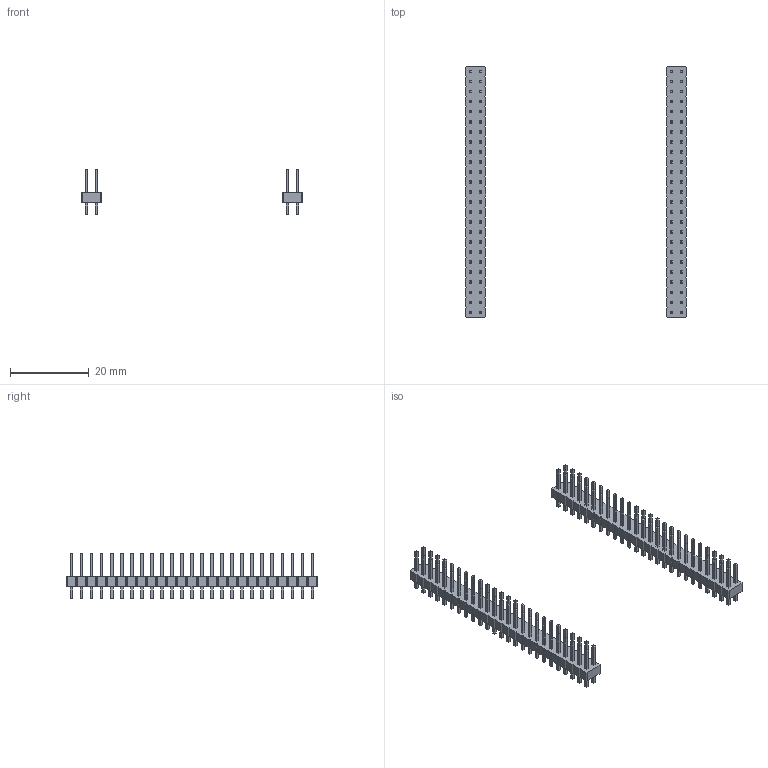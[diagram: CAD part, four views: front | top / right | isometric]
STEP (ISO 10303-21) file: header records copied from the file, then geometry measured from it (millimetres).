
FILE_DESCRIPTION(('Creo Elements/Direct Modeling STEP Export'),'2;1');
FILE_NAME('Qmtech_xc7a15t_35t.stp','2024-06-03T20:01:03',(''),(''),'Creo Elements/Direct Modeling STEP processor for AP214 (Solid Model)','Creo Elements/Direct Modeling 20.2B 06-Jul-2020 (C) Parametric Technology GmbH','');
FILE_SCHEMA(('AUTOMOTIVE_DESIGN { 1 0 10303 214 1 1 1 1 }'));
Length unit declared in the file: millimetre
Products named in the file (2): PinHeader_2x25_P254mm_Vertical; qmtech_xc7a15t_35t
Assembly tree (2 placements, depth 2):
  qmtech_xc7a15t_35t
    PinHeader_2x25_P254mm_Vertical  x2
Bounding box: 55.88 x 63.5 x 11.54 mm (x, y, z)
Volume: 1985.5 mm3; surface area: 4270 mm2
Topology: 2 solids, 2 shells, 2108 faces, 4912 edges, 3008 vertices
Faces by surface type: plane 2108
Entity records: 37325 total; most frequent: CARTESIAN_POINT 5017, ORIENTED_EDGE 4912, DIRECTION 4570, VECTOR 2456, LINE 2456, EDGE_CURVE 2456, VERTEX_POINT 1504, EDGE_LOOP 1154
